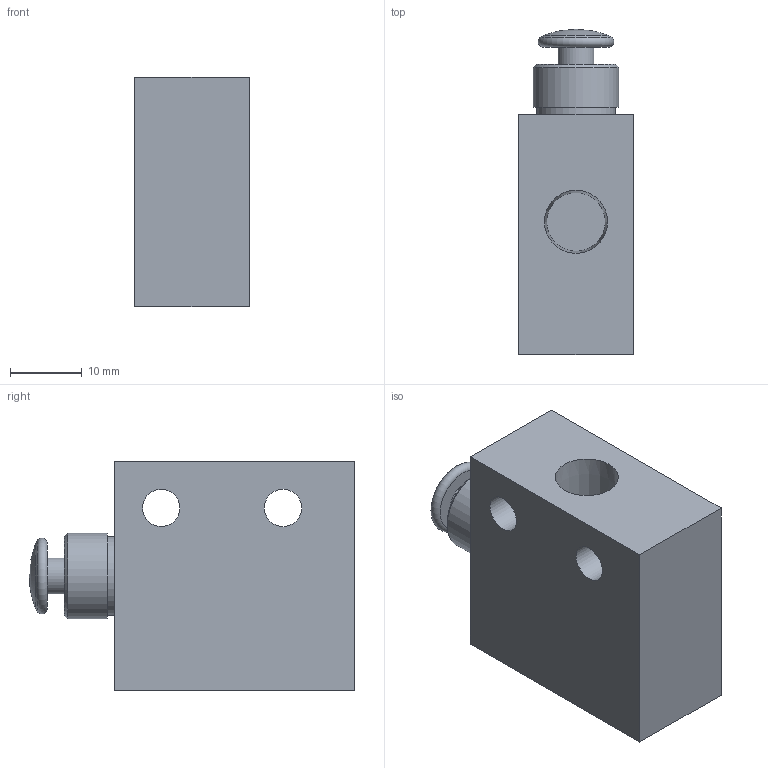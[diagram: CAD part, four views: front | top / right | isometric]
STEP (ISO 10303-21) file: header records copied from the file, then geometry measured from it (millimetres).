
FILE_DESCRIPTION( ( 'STEP AP203' ), '1' );
FILE_NAME( 'MVHA-31P.stp', '2020-04-23T09:50:28', ( 'License CC BY-ND 4.0' ), ( 'CADENAS' ), ' ', 'PARTsolutions', ' ' );
FILE_SCHEMA( ( 'CONFIG_CONTROL_DESIGN' ) );
Length unit declared in the file: millimetre
Products named in the file (1): _MVHA-31P
Bounding box: 16 x 45.4 x 32 mm (x, y, z)
Volume: 15747.2 mm3; surface area: 5947.3 mm2
Topology: 1 solids, 1 shells, 24 faces, 46 edges, 30 vertices
Faces by surface type: plane 12, cone 5, cylinder 5, torus 1, sphere 1
Full cylindrical faces by diameter (mm): 5 x1, 5.2 x2, 11 x1, 12 x1
Entity records: 596 total; most frequent: DIRECTION 102, CARTESIAN_POINT 87, ORIENTED_EDGE 64, EDGE_LOOP 46, AXIS2_PLACEMENT_3D 45, EDGE_CURVE 32, FACE_OUTER_BOUND 30, VERTEX_POINT 30
